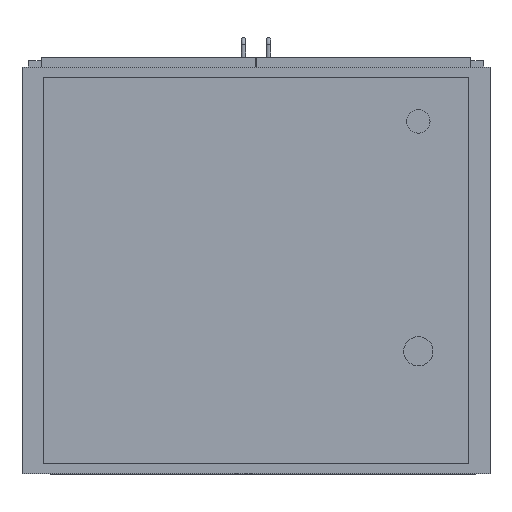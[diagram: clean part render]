
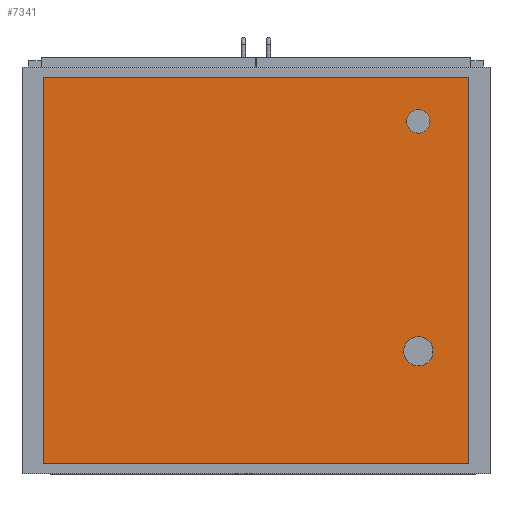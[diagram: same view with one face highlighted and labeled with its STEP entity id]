
A CAD part, front view. The second image highlights one B-rep face of the part: STEP entity #7341.
In plain terms, the highlighted planar face has unit normal (0, -1, 0).
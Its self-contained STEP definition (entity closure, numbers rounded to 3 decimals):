
#98=FACE_BOUND('',#967,.T.);
#99=FACE_BOUND('',#968,.T.);
#131=PLANE('',#7849);
#523=FACE_OUTER_BOUND('',#966,.T.);
#966=EDGE_LOOP('',(#5225,#5226,#5227,#5228));
#967=EDGE_LOOP('',(#5229));
#968=EDGE_LOOP('',(#5230));
#1431=LINE('',#10476,#2377);
#1434=LINE('',#10482,#2380);
#1437=LINE('',#10488,#2383);
#1440=LINE('',#10492,#2386);
#2377=VECTOR('',#8427,10.);
#2380=VECTOR('',#8432,10.);
#2383=VECTOR('',#8437,10.);
#2386=VECTOR('',#8442,10.);
#3308=CIRCLE('',#7833,20.);
#3310=CIRCLE('',#7837,25.);
#3416=VERTEX_POINT('',#10433);
#3418=VERTEX_POINT('',#10440);
#3429=VERTEX_POINT('',#10473);
#3430=VERTEX_POINT('',#10475);
#3432=VERTEX_POINT('',#10481);
#3434=VERTEX_POINT('',#10487);
#4119=EDGE_CURVE('',#3416,#3416,#3308,.T.);
#4122=EDGE_CURVE('',#3418,#3418,#3310,.T.);
#4137=EDGE_CURVE('',#3430,#3429,#1431,.T.);
#4140=EDGE_CURVE('',#3432,#3430,#1434,.T.);
#4143=EDGE_CURVE('',#3434,#3432,#1437,.T.);
#4146=EDGE_CURVE('',#3429,#3434,#1440,.T.);
#5225=ORIENTED_EDGE('',*,*,#4146,.T.);
#5226=ORIENTED_EDGE('',*,*,#4143,.T.);
#5227=ORIENTED_EDGE('',*,*,#4140,.T.);
#5228=ORIENTED_EDGE('',*,*,#4137,.T.);
#5229=ORIENTED_EDGE('',*,*,#4119,.T.);
#5230=ORIENTED_EDGE('',*,*,#4122,.T.);
#7341=ADVANCED_FACE('',(#523,#98,#99),#131,.T.);
#7833=AXIS2_PLACEMENT_3D('',#10435,#8388,#8389);
#7837=AXIS2_PLACEMENT_3D('',#10442,#8397,#8398);
#7849=AXIS2_PLACEMENT_3D('',#10494,#8445,#8446);
#8388=DIRECTION('center_axis',(0.,1.,0.));
#8389=DIRECTION('ref_axis',(1.,0.,0.));
#8397=DIRECTION('center_axis',(0.,1.,0.));
#8398=DIRECTION('ref_axis',(1.,0.,0.));
#8427=DIRECTION('',(0.,0.,1.));
#8432=DIRECTION('',(1.,0.,0.));
#8437=DIRECTION('',(0.,0.,-1.));
#8442=DIRECTION('',(-1.,0.,0.));
#8445=DIRECTION('center_axis',(0.,-1.,0.));
#8446=DIRECTION('ref_axis',(0.,0.,-1.));
#10433=CARTESIAN_POINT('',(257.5,-370.,255.));
#10435=CARTESIAN_POINT('Origin',(277.5,-370.,255.));
#10440=CARTESIAN_POINT('',(252.5,-370.,-138.));
#10442=CARTESIAN_POINT('Origin',(277.5,-370.,-138.));
#10473=CARTESIAN_POINT('',(362.5,-370.,330.));
#10475=CARTESIAN_POINT('',(362.5,-370.,-330.));
#10476=CARTESIAN_POINT('',(362.5,-370.,330.));
#10481=CARTESIAN_POINT('',(-362.5,-370.,-330.));
#10482=CARTESIAN_POINT('',(362.5,-370.,-330.));
#10487=CARTESIAN_POINT('',(-362.5,-370.,330.));
#10488=CARTESIAN_POINT('',(-362.5,-370.,-330.));
#10492=CARTESIAN_POINT('',(-362.5,-370.,330.));
#10494=CARTESIAN_POINT('Origin',(0.,-370.,0.));
